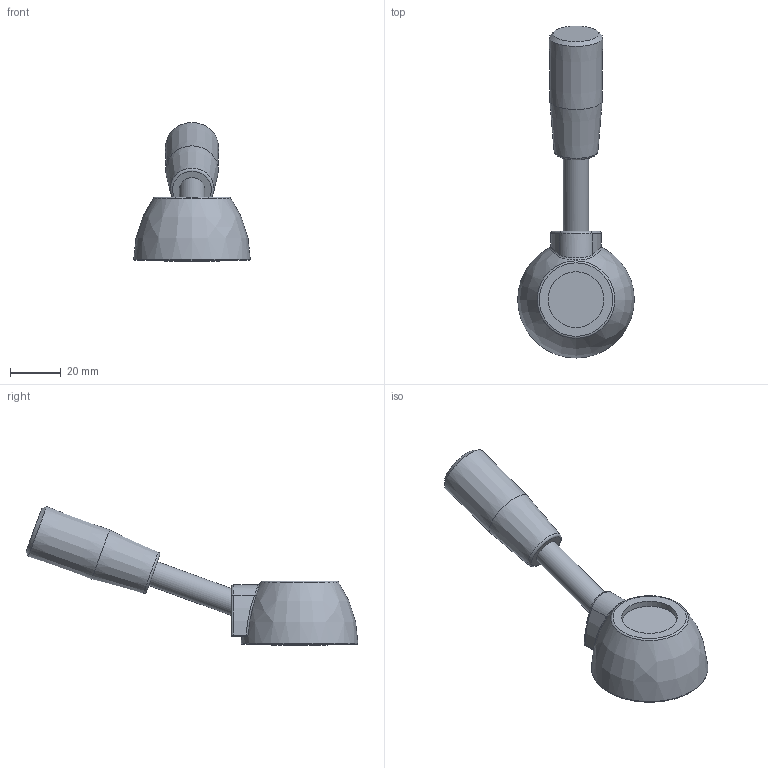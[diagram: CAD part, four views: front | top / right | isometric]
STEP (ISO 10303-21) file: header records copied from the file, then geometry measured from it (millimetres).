
FILE_DESCRIPTION( ( 'Unknown' ), '1' );
FILE_NAME( '6337110_LM46_P12.stp', 'Unknown', ( 'Unknown' ), ( 'Unknown' ), 'PSStep 11.0', 'Unknown', ' ' );
FILE_SCHEMA( ( 'AUTOMOTIVE_DESIGN { 1 0 10303 214 1 1 1 1 }' ) );
Length unit declared in the file: millimetre
Products named in the file (1): 6337109
Bounding box: 45.99 x 130.91 x 54.83 mm (x, y, z)
Volume: 41869.1 mm3; surface area: 15607.2 mm2
Topology: 1 solids, 5 shells, 82 faces, 186 edges, 120 vertices
Faces by surface type: plane 33, cylinder 21, bspline 10, torus 9, cone 9
Full cylindrical faces by diameter (mm): 6 x2, 6.5 x1, 6.647 x2, 6.8 x1, 8 x1, 10 x1, 12 x1, 22 x2, 40.716 x1
Entity records: 4185 total; most frequent: CARTESIAN_POINT 1932, DIRECTION 330, ORIENTED_EDGE 276, AXIS2_PLACEMENT_3D 143, EDGE_CURVE 138, EDGE_LOOP 121, VERTEX_POINT 102, FACE_OUTER_BOUND 101
